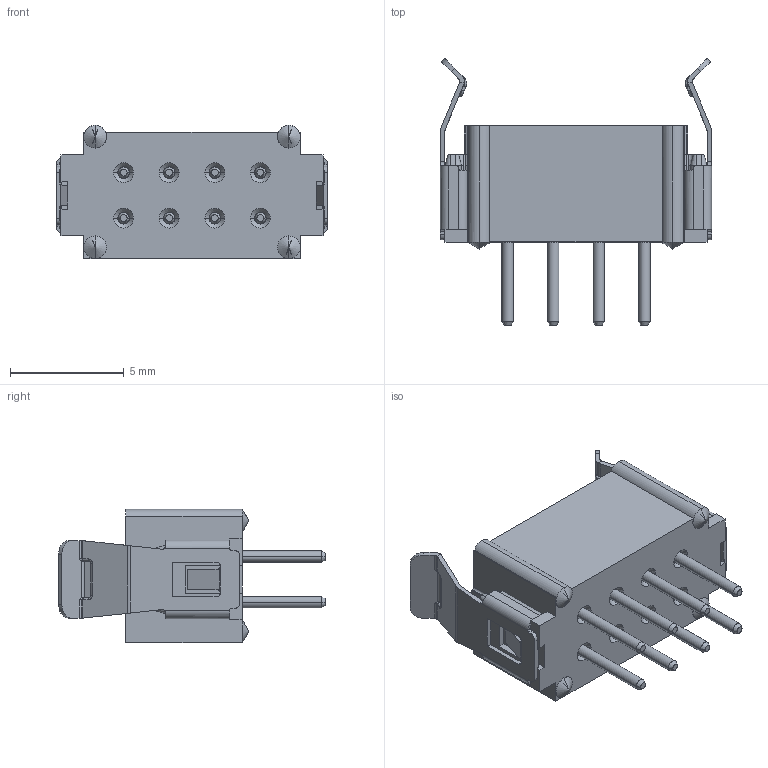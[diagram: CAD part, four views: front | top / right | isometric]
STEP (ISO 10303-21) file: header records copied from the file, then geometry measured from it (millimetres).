
FILE_DESCRIPTION(('STEP AP214'),'1');
FILE_NAME('m80-8630842.stp','2017-04-24T05:01:44',('TraceParts'),('TraceParts S.A.'),'Spatial InterOp 3D',' ',' ');
FILE_SCHEMA(('automotive_design'));
Length unit declared in the file: millimetre
Products named in the file (11): m80-8630842_1; m80-8630842_2; m80-8630842_3; m80-8630842_4; m80-8630842_5; m80-8630842_6; m80-8630842_7; m80-8630842_8; m80-8630842_9; m80-8630842_10; m80-8630842_11
Bounding box: 11.9 x 11.7 x 5.85 mm (x, y, z)
Volume: 191.5 mm3; surface area: 657.6 mm2
Topology: 11 solids, 11 shells, 583 faces, 1430 edges, 866 vertices
Faces by surface type: plane 281, cylinder 170, cone 76, bspline 44, torus 12
Entity records: 30496 total; most frequent: CARTESIAN_POINT 4970, DIRECTION 2854, ORIENTED_EDGE 2836, STYLED_ITEM 2004, PRESENTATION_STYLE_ASSIGNMENT 2004, COLOUR_RGB 2004, EDGE_CURVE 1418, CURVE_STYLE 1410
